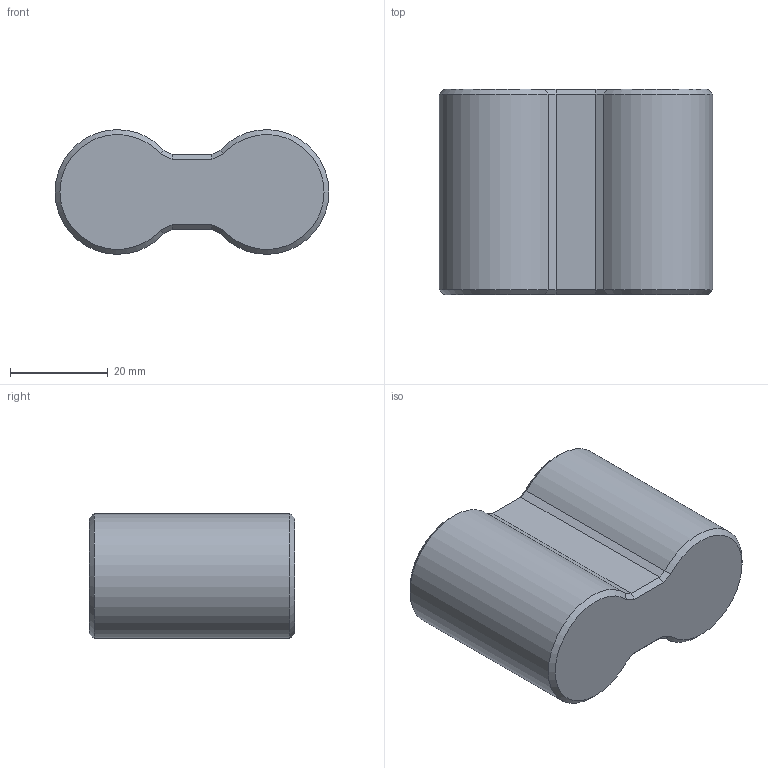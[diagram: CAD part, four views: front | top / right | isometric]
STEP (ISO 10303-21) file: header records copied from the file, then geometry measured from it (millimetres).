
FILE_DESCRIPTION(('FreeCAD Model'),'2;1');
FILE_NAME('pipe cap.step','2020-10-30T17:16:39' ,('Author'),(''),'Open CASCADE STEP processor 7.4','FreeCAD','Unknown' );
FILE_SCHEMA(('AUTOMOTIVE_DESIGN { 1 0 10303 214 1 1 1 1 }'));
Length unit declared in the file: millimetre
Products named in the file (1): pipe_cap
Bounding box: 56 x 42 x 25.5 mm (x, y, z)
Volume: 25584.4 mm3; surface area: 14384.6 mm2
Topology: 1 solids, 1 shells, 36 faces, 72 edges, 42 vertices
Faces by surface type: plane 14, bspline 10, cone 8, cylinder 4
Full cylindrical faces by diameter (mm): 20.5 x2
Entity records: 1848 total; most frequent: CARTESIAN_POINT 471, DIRECTION 186, ORIENTED_EDGE 144, PCURVE 144, DEFINITIONAL_REPRESENTATION 144, B_SPLINE_CURVE_WITH_KNOTS 98, LINE 88, VECTOR 88
